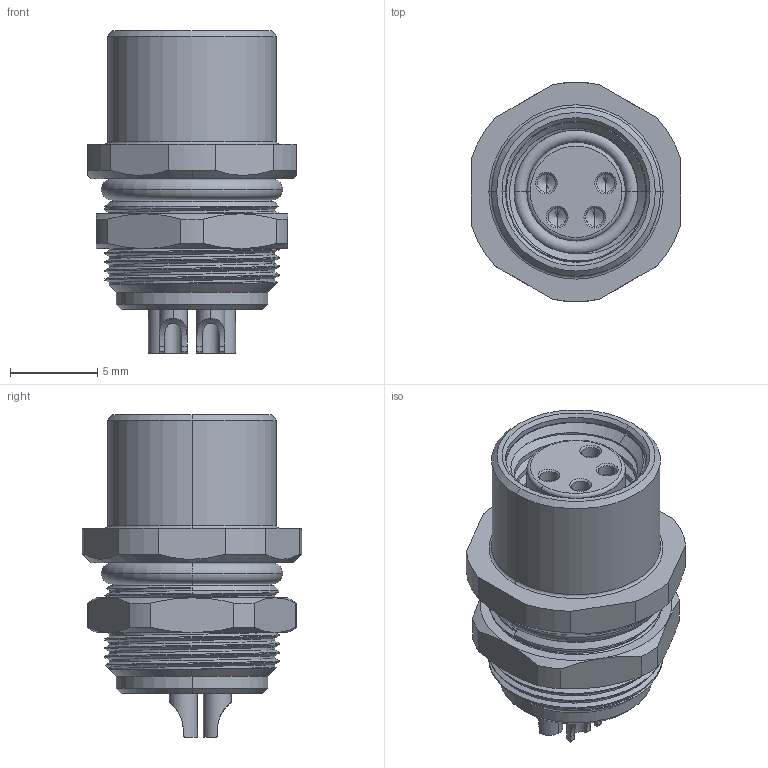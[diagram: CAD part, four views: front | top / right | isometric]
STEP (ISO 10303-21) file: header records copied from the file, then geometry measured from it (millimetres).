
FILE_DESCRIPTION((''),'2;1');
FILE_NAME('4P-K144_','2025-09-09T',('gongcheng16'),(''),'PRO/ENGINEER BY PARAMETRIC TECHNOLOGY CORPORATION, 2010280','PRO/ENGINEER BY PARAMETRIC TECHNOLOGY CORPORATION, 2010280','');
FILE_SCHEMA(('CONFIG_CONTROL_DESIGN'));
Products named in the file (1): 4P-K144_
Bounding box: 12 x 12.6 x 18.5 mm (x, y, z)
Volume: 253.2 mm3; surface area: 11137.1 mm2
Topology: 1 solids, 90 shells, 1400 faces, 3950 edges, 2602 vertices
Faces by surface type: cylinder 544, plane 388, cone 295, bspline 117, torus 56
Entity records: 87967 total; most frequent: CARTESIAN_POINT 53923, ORIENTED_EDGE 6988, DIRECTION 6605, EDGE_CURVE 3934, VERTEX_POINT 2602, AXIS2_PLACEMENT_3D 2540, VECTOR 1525, LINE 1525
